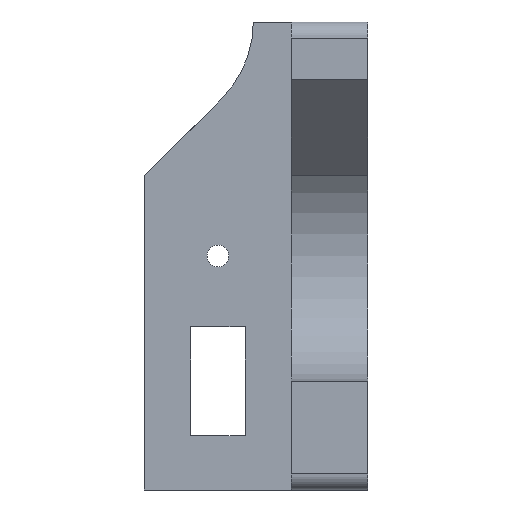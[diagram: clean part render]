
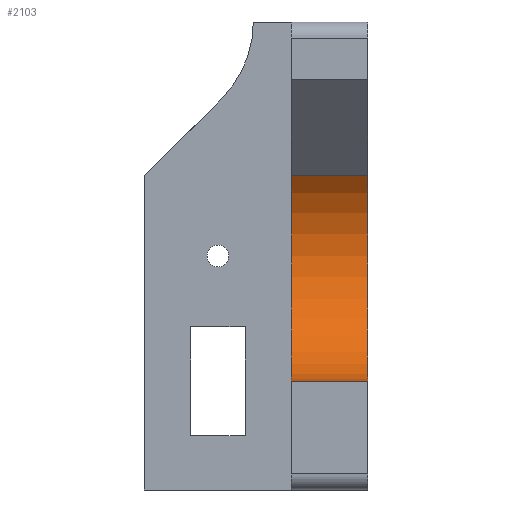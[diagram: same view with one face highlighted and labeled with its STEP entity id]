
A CAD part, left-side view. The second image highlights one B-rep face of the part: STEP entity #2103.
In plain terms, the highlighted cylindrical face has radius 23 mm (diameter 46 mm), a partial arc.
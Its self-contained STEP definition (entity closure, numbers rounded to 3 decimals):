
#44 = PLANE('',#45);
#45 = AXIS2_PLACEMENT_3D('',#46,#47,#48);
#46 = CARTESIAN_POINT('',(0.,0.,0.));
#47 = DIRECTION('',(-0.,-1.,0.));
#48 = DIRECTION('',(-1.,0.,0.));
#100 = PLANE('',#101);
#101 = AXIS2_PLACEMENT_3D('',#102,#103,#104);
#102 = CARTESIAN_POINT('',(0.,14.,0.));
#103 = DIRECTION('',(-0.,-1.,0.));
#104 = DIRECTION('',(-1.,0.,0.));
#126 = PLANE('',#127);
#127 = AXIS2_PLACEMENT_3D('',#128,#129,#130);
#128 = CARTESIAN_POINT('',(-43.,-1.,32.412));
#129 = DIRECTION('',(-0.707,0.,-0.707));
#130 = DIRECTION('',(0.707,0.,-0.707));
#171 = VERTEX_POINT('',#172);
#172 = CARTESIAN_POINT('',(-25.428,0.,14.84));
#191 = EDGE_CURVE('',#192,#171,#194,.T.);
#192 = VERTEX_POINT('',#193);
#193 = CARTESIAN_POINT('',(-43.,0.,-23.));
#194 = SURFACE_CURVE('',#195,(#200,#207),.PCURVE_S1.);
#195 = CIRCLE('',#196,23.);
#196 = AXIS2_PLACEMENT_3D('',#197,#198,#199);
#197 = CARTESIAN_POINT('',(-43.,0.,0.));
#198 = DIRECTION('',(0.,-1.,-0.));
#199 = DIRECTION('',(-1.,0.,0.));
#200 = PCURVE('',#44,#201);
#201 = DEFINITIONAL_REPRESENTATION('',(#202),#206);
#202 = CIRCLE('',#203,23.);
#203 = AXIS2_PLACEMENT_2D('',#204,#205);
#204 = CARTESIAN_POINT('',(43.,0.));
#205 = DIRECTION('',(1.,0.));
#206 = ( GEOMETRIC_REPRESENTATION_CONTEXT(2) 
PARAMETRIC_REPRESENTATION_CONTEXT() REPRESENTATION_CONTEXT('2D SPACE',''
  ) );
#207 = PCURVE('',#208,#213);
#208 = CYLINDRICAL_SURFACE('',#209,23.);
#209 = AXIS2_PLACEMENT_3D('',#210,#211,#212);
#210 = CARTESIAN_POINT('',(-43.,-1.,0.));
#211 = DIRECTION('',(0.,-1.,-0.));
#212 = DIRECTION('',(-1.,0.,0.));
#213 = DEFINITIONAL_REPRESENTATION('',(#214),#218);
#214 = LINE('',#215,#216);
#215 = CARTESIAN_POINT('',(-6.283,-1.));
#216 = VECTOR('',#217,1.);
#217 = DIRECTION('',(1.,-0.));
#218 = ( GEOMETRIC_REPRESENTATION_CONTEXT(2) 
PARAMETRIC_REPRESENTATION_CONTEXT() REPRESENTATION_CONTEXT('2D SPACE',''
  ) );
#236 = PLANE('',#237);
#237 = AXIS2_PLACEMENT_3D('',#238,#239,#240);
#238 = CARTESIAN_POINT('',(-43.,0.,40.));
#239 = DIRECTION('',(-1.,0.,0.));
#240 = DIRECTION('',(0.,0.,-1.));
#693 = VERTEX_POINT('',#694);
#694 = CARTESIAN_POINT('',(-25.428,14.,14.84));
#713 = EDGE_CURVE('',#171,#693,#714,.T.);
#714 = SURFACE_CURVE('',#715,(#719,#726),.PCURVE_S1.);
#715 = LINE('',#716,#717);
#716 = CARTESIAN_POINT('',(-25.428,-1.,14.84));
#717 = VECTOR('',#718,1.);
#718 = DIRECTION('',(0.,1.,0.));
#719 = PCURVE('',#126,#720);
#720 = DEFINITIONAL_REPRESENTATION('',(#721),#725);
#721 = LINE('',#722,#723);
#722 = CARTESIAN_POINT('',(24.851,0.));
#723 = VECTOR('',#724,1.);
#724 = DIRECTION('',(0.,-1.));
#725 = ( GEOMETRIC_REPRESENTATION_CONTEXT(2) 
PARAMETRIC_REPRESENTATION_CONTEXT() REPRESENTATION_CONTEXT('2D SPACE',''
  ) );
#726 = PCURVE('',#208,#727);
#727 = DEFINITIONAL_REPRESENTATION('',(#728),#732);
#728 = LINE('',#729,#730);
#729 = CARTESIAN_POINT('',(-2.44,0.));
#730 = VECTOR('',#731,1.);
#731 = DIRECTION('',(-0.,-1.));
#732 = ( GEOMETRIC_REPRESENTATION_CONTEXT(2) 
PARAMETRIC_REPRESENTATION_CONTEXT() REPRESENTATION_CONTEXT('2D SPACE',''
  ) );
#767 = EDGE_CURVE('',#768,#693,#770,.T.);
#768 = VERTEX_POINT('',#769);
#769 = CARTESIAN_POINT('',(-43.,14.,-23.));
#770 = SURFACE_CURVE('',#771,(#776,#783),.PCURVE_S1.);
#771 = CIRCLE('',#772,23.);
#772 = AXIS2_PLACEMENT_3D('',#773,#774,#775);
#773 = CARTESIAN_POINT('',(-43.,14.,0.));
#774 = DIRECTION('',(0.,-1.,-0.));
#775 = DIRECTION('',(-1.,0.,0.));
#776 = PCURVE('',#100,#777);
#777 = DEFINITIONAL_REPRESENTATION('',(#778),#782);
#778 = CIRCLE('',#779,23.);
#779 = AXIS2_PLACEMENT_2D('',#780,#781);
#780 = CARTESIAN_POINT('',(43.,0.));
#781 = DIRECTION('',(1.,0.));
#782 = ( GEOMETRIC_REPRESENTATION_CONTEXT(2) 
PARAMETRIC_REPRESENTATION_CONTEXT() REPRESENTATION_CONTEXT('2D SPACE',''
  ) );
#783 = PCURVE('',#208,#784);
#784 = DEFINITIONAL_REPRESENTATION('',(#785),#789);
#785 = LINE('',#786,#787);
#786 = CARTESIAN_POINT('',(-6.283,-15.));
#787 = VECTOR('',#788,1.);
#788 = DIRECTION('',(1.,-0.));
#789 = ( GEOMETRIC_REPRESENTATION_CONTEXT(2) 
PARAMETRIC_REPRESENTATION_CONTEXT() REPRESENTATION_CONTEXT('2D SPACE',''
  ) );
#2083 = EDGE_CURVE('',#768,#192,#2084,.T.);
#2084 = SURFACE_CURVE('',#2085,(#2089,#2095),.PCURVE_S1.);
#2085 = LINE('',#2086,#2087);
#2086 = CARTESIAN_POINT('',(-43.,-1.,-23.));
#2087 = VECTOR('',#2088,1.);
#2088 = DIRECTION('',(0.,-1.,-0.));
#2089 = PCURVE('',#236,#2090);
#2090 = DEFINITIONAL_REPRESENTATION('',(#2091),#2094);
#2091 = B_SPLINE_CURVE_WITH_KNOTS('',1,(#2092,#2093),.UNSPECIFIED.,.F.,
  .F.,(2,2),(-16.4,0.),.PIECEWISE_BEZIER_KNOTS.);
#2092 = CARTESIAN_POINT('',(63.,-15.4));
#2093 = CARTESIAN_POINT('',(63.,1.));
#2094 = ( GEOMETRIC_REPRESENTATION_CONTEXT(2) 
PARAMETRIC_REPRESENTATION_CONTEXT() REPRESENTATION_CONTEXT('2D SPACE',''
  ) );
#2095 = PCURVE('',#208,#2096);
#2096 = DEFINITIONAL_REPRESENTATION('',(#2097),#2100);
#2097 = B_SPLINE_CURVE_WITH_KNOTS('',1,(#2098,#2099),.UNSPECIFIED.,.F.,
  .F.,(2,2),(-16.4,0.),.PIECEWISE_BEZIER_KNOTS.);
#2098 = CARTESIAN_POINT('',(-4.712,-16.4));
#2099 = CARTESIAN_POINT('',(-4.712,0.));
#2100 = ( GEOMETRIC_REPRESENTATION_CONTEXT(2) 
PARAMETRIC_REPRESENTATION_CONTEXT() REPRESENTATION_CONTEXT('2D SPACE',''
  ) );
#2103 = ADVANCED_FACE('',(#2104),#208,.F.);
#2104 = FACE_BOUND('',#2105,.T.);
#2105 = EDGE_LOOP('',(#2106,#2107,#2108,#2109));
#2106 = ORIENTED_EDGE('',*,*,#191,.T.);
#2107 = ORIENTED_EDGE('',*,*,#713,.T.);
#2108 = ORIENTED_EDGE('',*,*,#767,.F.);
#2109 = ORIENTED_EDGE('',*,*,#2083,.T.);
